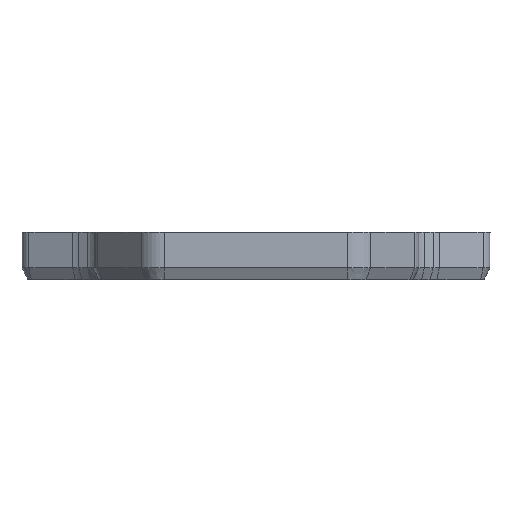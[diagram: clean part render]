
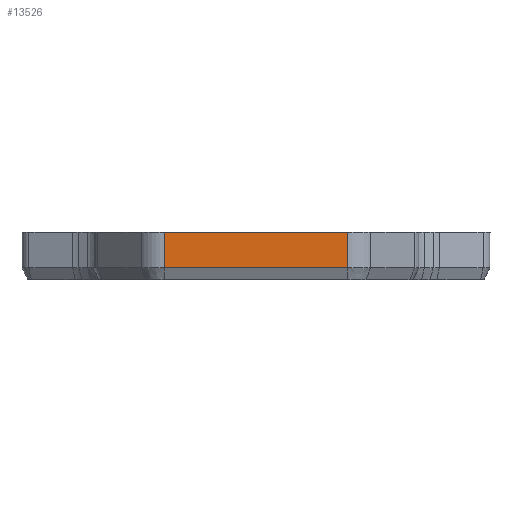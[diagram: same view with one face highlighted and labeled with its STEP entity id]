
A CAD part, front view. The second image highlights one B-rep face of the part: STEP entity #13526.
In plain terms, the highlighted planar face has unit normal (0, -1, 0).
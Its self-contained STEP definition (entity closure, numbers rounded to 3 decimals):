
#592=PLANE('',#14866);
#1278=FACE_OUTER_BOUND('',#2064,.T.);
#2064=EDGE_LOOP('',(#11542,#11543,#11544,#11545));
#2595=LINE('',#20711,#3812);
#3194=LINE('',#23007,#4411);
#3195=LINE('',#23009,#4412);
#3196=LINE('',#23010,#4413);
#3812=VECTOR('',#16322,10.);
#4411=VECTOR('',#18395,10.);
#4412=VECTOR('',#18396,10.);
#4413=VECTOR('',#18397,10.);
#5860=VERTEX_POINT('',#20708);
#5861=VERTEX_POINT('',#20710);
#6493=VERTEX_POINT('',#23006);
#6494=VERTEX_POINT('',#23008);
#7320=EDGE_CURVE('',#5861,#5860,#2595,.T.);
#8318=EDGE_CURVE('',#5860,#6493,#3194,.T.);
#8319=EDGE_CURVE('',#6494,#6493,#3195,.T.);
#8320=EDGE_CURVE('',#6494,#5861,#3196,.T.);
#11542=ORIENTED_EDGE('',*,*,#8318,.T.);
#11543=ORIENTED_EDGE('',*,*,#8319,.F.);
#11544=ORIENTED_EDGE('',*,*,#8320,.T.);
#11545=ORIENTED_EDGE('',*,*,#7320,.T.);
#13526=ADVANCED_FACE('',(#1278),#592,.T.);
#14866=AXIS2_PLACEMENT_3D('',#23005,#18393,#18394);
#16322=DIRECTION('',(0.,0.,-1.));
#18393=DIRECTION('center_axis',(0.,-1.,0.));
#18394=DIRECTION('ref_axis',(-1.,0.,0.));
#18395=DIRECTION('',(1.,0.,0.));
#18396=DIRECTION('',(0.,0.,-1.));
#18397=DIRECTION('',(-1.,0.,0.));
#20708=CARTESIAN_POINT('',(-46.61,-73.,-20.));
#20710=CARTESIAN_POINT('',(-46.61,-73.,-2.));
#20711=CARTESIAN_POINT('',(-46.61,-73.,-25.));
#23005=CARTESIAN_POINT('Origin',(46.61,-73.,-2.));
#23006=CARTESIAN_POINT('',(46.61,-73.,-20.));
#23007=CARTESIAN_POINT('',(-45.023,-73.,-20.));
#23008=CARTESIAN_POINT('',(46.61,-73.,-2.));
#23009=CARTESIAN_POINT('',(46.61,-73.,-25.));
#23010=CARTESIAN_POINT('',(46.61,-73.,-2.));
